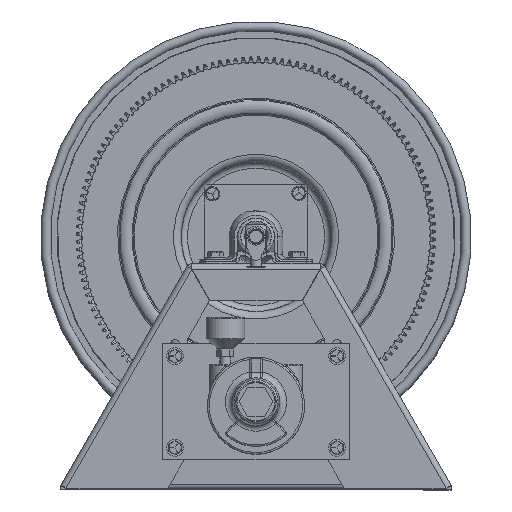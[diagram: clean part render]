
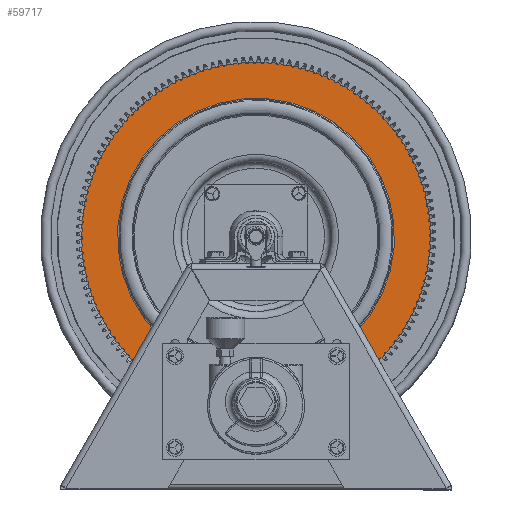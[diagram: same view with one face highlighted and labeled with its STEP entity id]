
A CAD part, top view. The second image highlights one B-rep face of the part: STEP entity #59717.
In plain terms, the highlighted planar face has unit normal (0, 0, 1).
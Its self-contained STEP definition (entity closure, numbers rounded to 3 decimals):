
#1395=FACE_BOUND('',#8017,.T.);
#3882=PLANE('',#63393);
#5045=FACE_OUTER_BOUND('',#8016,.T.);
#8016=EDGE_LOOP('',(#41521,#41522));
#8017=EDGE_LOOP('',(#41523,#41524));
#19622=CIRCLE('',#63390,5.667);
#19624=CIRCLE('',#63392,5.667);
#19625=CIRCLE('',#63394,7.159);
#19626=CIRCLE('',#63395,7.159);
#23194=VERTEX_POINT('',#91018);
#23195=VERTEX_POINT('',#91019);
#23196=VERTEX_POINT('',#91024);
#23197=VERTEX_POINT('',#91025);
#30635=EDGE_CURVE('',#23194,#23195,#19622,.T.);
#30637=EDGE_CURVE('',#23195,#23194,#19624,.T.);
#30638=EDGE_CURVE('',#23196,#23197,#19625,.T.);
#30639=EDGE_CURVE('',#23197,#23196,#19626,.T.);
#41521=ORIENTED_EDGE('',*,*,#30638,.T.);
#41522=ORIENTED_EDGE('',*,*,#30639,.T.);
#41523=ORIENTED_EDGE('',*,*,#30635,.F.);
#41524=ORIENTED_EDGE('',*,*,#30637,.F.);
#59717=ADVANCED_FACE('',(#5045,#1395),#3882,.T.);
#63390=AXIS2_PLACEMENT_3D('',#91020,#70731,#70732);
#63392=AXIS2_PLACEMENT_3D('',#91022,#70735,#70736);
#63393=AXIS2_PLACEMENT_3D('',#91023,#70737,#70738);
#63394=AXIS2_PLACEMENT_3D('',#91026,#70739,#70740);
#63395=AXIS2_PLACEMENT_3D('',#91027,#70741,#70742);
#70731=DIRECTION('center_axis',(0.,0.,
1.));
#70732=DIRECTION('ref_axis',(0.712,-0.702,0.));
#70735=DIRECTION('center_axis',(0.,0.,
1.));
#70736=DIRECTION('ref_axis',(0.712,-0.702,0.));
#70737=DIRECTION('center_axis',(0.,0.,
1.));
#70738=DIRECTION('ref_axis',(-0.702,-0.712,0.));
#70739=DIRECTION('center_axis',(0.,0.,
1.));
#70740=DIRECTION('ref_axis',(0.712,-0.702,0.));
#70741=DIRECTION('center_axis',(0.,0.,
1.));
#70742=DIRECTION('ref_axis',(0.712,-0.702,0.));
#91018=CARTESIAN_POINT('',(4.034,-2.762,14.048));
#91019=CARTESIAN_POINT('',(3.98,5.252,14.048));
#91020=CARTESIAN_POINT('Origin',(0.,1.218,14.048));
#91022=CARTESIAN_POINT('Origin',(0.,1.218,14.048));
#91023=CARTESIAN_POINT('Origin',(4.565,-3.286,14.048));
#91024=CARTESIAN_POINT('',(5.096,-3.81,14.048));
#91025=CARTESIAN_POINT('',(5.028,6.315,14.048));
#91026=CARTESIAN_POINT('Origin',(0.,1.218,14.048));
#91027=CARTESIAN_POINT('Origin',(0.,1.218,14.048));
